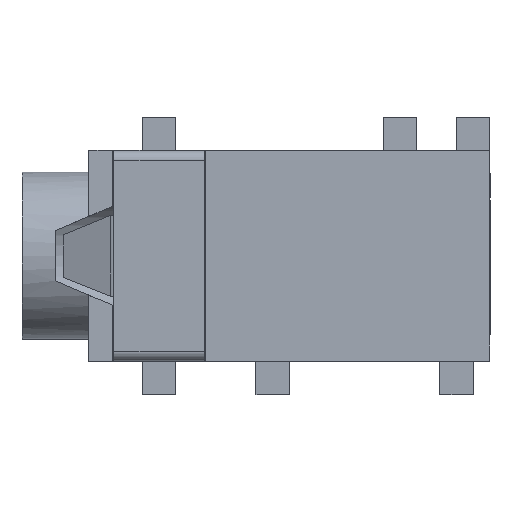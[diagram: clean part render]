
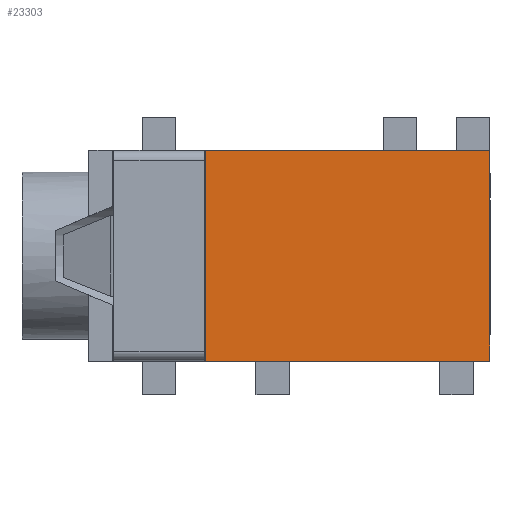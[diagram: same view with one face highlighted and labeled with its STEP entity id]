
A CAD part, top view. The second image highlights one B-rep face of the part: STEP entity #23303.
In plain terms, the highlighted planar face has unit normal (0, 0, 1).
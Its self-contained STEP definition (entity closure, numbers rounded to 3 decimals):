
#5 = CARTESIAN_POINT ( 'NONE',  ( -1.5, -2.75, 4.5 ) ) ;
#525 = VERTEX_POINT ( 'NONE', #11615 ) ;
#587 = DIRECTION ( 'NONE',  ( -1., 0., 0. ) ) ;
#1635 = LINE ( 'NONE', #9378, #6088 ) ;
#2894 = ORIENTED_EDGE ( 'NONE', *, *, #24188, .T. ) ;
#4461 = CARTESIAN_POINT ( 'NONE',  ( 0., 0., 4.5 ) ) ;
#4676 = CARTESIAN_POINT ( 'NONE',  ( -5., 3.15, 4.5 ) ) ;
#6088 = VECTOR ( 'NONE', #9638, 1000. ) ;
#6692 = EDGE_CURVE ( 'NONE', #24816, #18750, #21728, .T. ) ;
#9378 = CARTESIAN_POINT ( 'NONE',  ( 7., 3.15, 4.5 ) ) ;
#9638 = DIRECTION ( 'NONE',  ( 0., 1., 0. ) ) ;
#9702 = DIRECTION ( 'NONE',  ( 0., -1., 0. ) ) ;
#10166 = ORIENTED_EDGE ( 'NONE', *, *, #12335, .T. ) ;
#10728 = FACE_OUTER_BOUND ( 'NONE', #17378, .T. ) ;
#11599 = CARTESIAN_POINT ( 'NONE',  ( -5., -3.15, 4.5 ) ) ;
#11615 = CARTESIAN_POINT ( 'NONE',  ( 7., 3.15, 4.5 ) ) ;
#12144 = CARTESIAN_POINT ( 'NONE',  ( 7., -3.15, 4.5 ) ) ;
#12335 = EDGE_CURVE ( 'NONE', #18750, #525, #1635, .T. ) ;
#12689 = VECTOR ( 'NONE', #15427, 1000. ) ;
#14567 = ORIENTED_EDGE ( 'NONE', *, *, #6692, .T. ) ;
#15427 = DIRECTION ( 'NONE',  ( 1., 0., 0. ) ) ;
#16463 = AXIS2_PLACEMENT_3D ( 'NONE', #4461, #24216, #20116 ) ;
#16916 = CARTESIAN_POINT ( 'NONE',  ( -1.5, -3.15, 4.5 ) ) ;
#17378 = EDGE_LOOP ( 'NONE', ( #2894, #21482, #14567, #10166 ) ) ;
#17556 = EDGE_CURVE ( 'NONE', #24426, #24816, #19380, .T. ) ;
#18676 = PLANE ( 'NONE',  #16463 ) ;
#18750 = VERTEX_POINT ( 'NONE', #12144 ) ;
#19373 = VECTOR ( 'NONE', #587, 1000. ) ;
#19380 = LINE ( 'NONE', #5, #25028 ) ;
#20116 = DIRECTION ( 'NONE',  ( 1., 0., 0. ) ) ;
#20952 = CARTESIAN_POINT ( 'NONE',  ( -1.5, 3.15, 4.5 ) ) ;
#21482 = ORIENTED_EDGE ( 'NONE', *, *, #17556, .T. ) ;
#21728 = LINE ( 'NONE', #11599, #12689 ) ;
#23303 = ADVANCED_FACE ( 'NONE', ( #10728 ), #18676, .T. ) ;
#24188 = EDGE_CURVE ( 'NONE', #525, #24426, #24550, .T. ) ;
#24216 = DIRECTION ( 'NONE',  ( 0., 0., 1. ) ) ;
#24426 = VERTEX_POINT ( 'NONE', #20952 ) ;
#24550 = LINE ( 'NONE', #4676, #19373 ) ;
#24816 = VERTEX_POINT ( 'NONE', #16916 ) ;
#25028 = VECTOR ( 'NONE', #9702, 1000. ) ;
